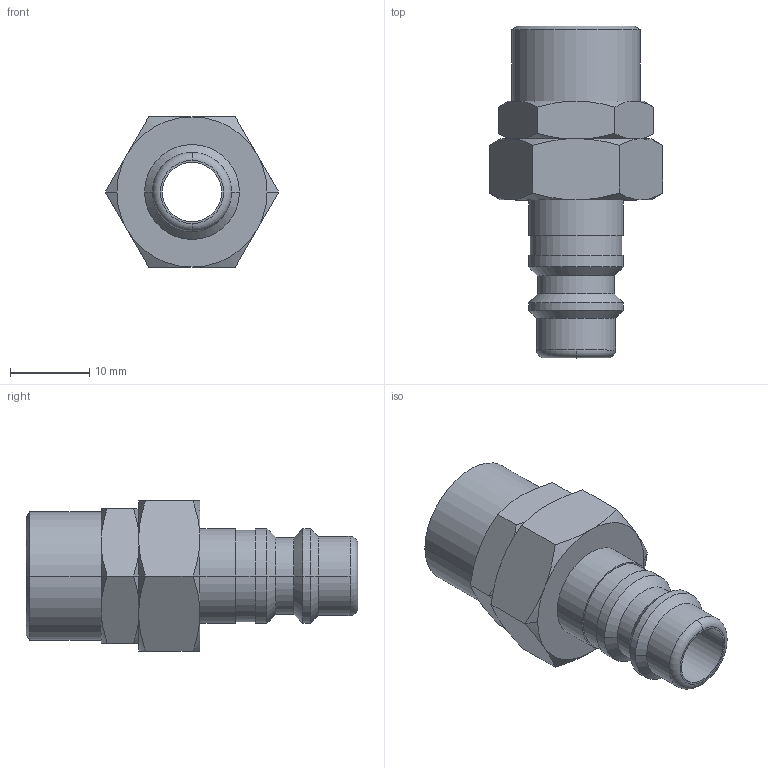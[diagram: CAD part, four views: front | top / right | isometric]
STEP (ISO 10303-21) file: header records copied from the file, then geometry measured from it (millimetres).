
FILE_DESCRIPTION(('STEP AP214'),'1');
FILE_NAME('ESE_812_SQ.stp','2020-08-17T11:38:13',('TraceParts'),('TraceParts S.A.'),'Spatial InterOp 3D',' ',' ');
FILE_SCHEMA(('AUTOMOTIVE_DESIGN { 1 0 10303 214 1 1 1 1 }'));
Length unit declared in the file: millimetre
Products named in the file (1): ESE_812_SQ
Bounding box: 21.94 x 42 x 19 mm (x, y, z)
Volume: 5584.7 mm3; surface area: 3481.8 mm2
Topology: 1 solids, 1 shells, 80 faces, 177 edges, 105 vertices
Faces by surface type: cone 40, plane 20, cylinder 18, torus 2
Entity records: 2894 total; most frequent: CARTESIAN_POINT 555, DIRECTION 368, ORIENTED_EDGE 354, EDGE_CURVE 177, AXIS2_PLACEMENT_3D 158, VERTEX_POINT 105, EDGE_LOOP 88, STYLED_ITEM 80
